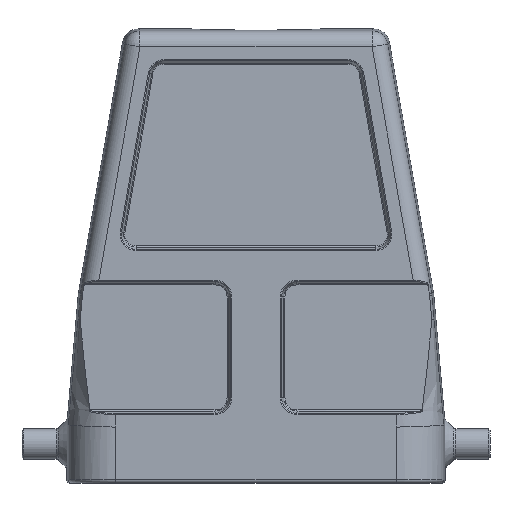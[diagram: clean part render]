
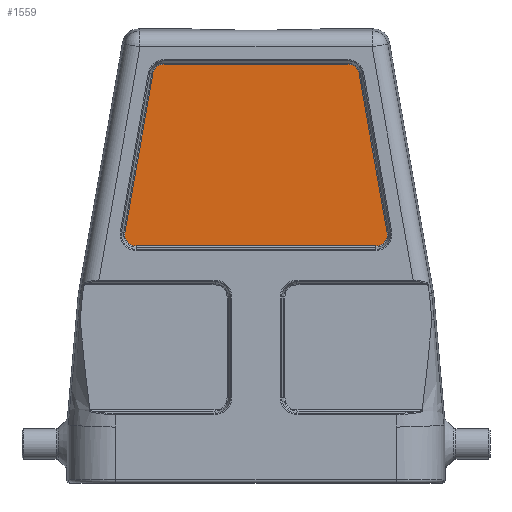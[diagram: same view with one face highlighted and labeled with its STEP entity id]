
A CAD part, front view. The second image highlights one B-rep face of the part: STEP entity #1559.
In plain terms, the highlighted planar face has unit normal (0, -1, 0).
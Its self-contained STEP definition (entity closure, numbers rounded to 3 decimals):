
#1484=CARTESIAN_POINT('',(-19.004,-20.25,30.25));
#1485=DIRECTION('',(0.0,-1.0,0.0));
#1486=DIRECTION('',(0.0,0.0,-1.0));
#1487=AXIS2_PLACEMENT_3D('',#1484,#1485,#1486);
#1488=PLANE('',#1487);
#1489=CARTESIAN_POINT('',(-19.004,-20.25,28.445));
#1490=VERTEX_POINT('',#1489);
#1491=CARTESIAN_POINT('',(19.004,-20.25,28.445));
#1492=VERTEX_POINT('',#1491);
#1493=CARTESIAN_POINT('',(-19.004,-20.25,28.445));
#1494=DIRECTION('',(1.0,0.0,0.0));
#1495=VECTOR('',#1494,38.008);
#1496=LINE('',#1493,#1495);
#1497=EDGE_CURVE('',#1490,#1492,#1496,.T.);
#1498=ORIENTED_EDGE('',*,*,#1497,.T.);
#1499=CARTESIAN_POINT('',(20.782,-20.25,30.563));
#1500=VERTEX_POINT('',#1499);
#1501=CARTESIAN_POINT('',(19.004,-20.25,30.25));
#1502=DIRECTION('',(0.0,-1.0,0.0));
#1503=DIRECTION('',(0.0,0.0,-1.0));
#1504=AXIS2_PLACEMENT_3D('',#1501,#1502,#1503);
#1505=CIRCLE('',#1504,1.805);
#1506=EDGE_CURVE('',#1492,#1500,#1505,.T.);
#1507=ORIENTED_EDGE('',*,*,#1506,.T.);
#1508=CARTESIAN_POINT('',(16.338,-20.25,55.763));
#1509=VERTEX_POINT('',#1508);
#1510=CARTESIAN_POINT('',(20.782,-20.25,30.563));
#1511=DIRECTION('',(-0.174,0.0,0.985));
#1512=VECTOR('',#1511,25.589);
#1513=LINE('',#1510,#1512);
#1514=EDGE_CURVE('',#1500,#1509,#1513,.T.);
#1515=ORIENTED_EDGE('',*,*,#1514,.T.);
#1516=CARTESIAN_POINT('',(14.561,-20.25,57.255));
#1517=VERTEX_POINT('',#1516);
#1518=CARTESIAN_POINT('',(14.561,-20.25,55.45));
#1519=DIRECTION('',(0.0,-1.0,0.0));
#1520=DIRECTION('',(0.0,0.0,-1.0));
#1521=AXIS2_PLACEMENT_3D('',#1518,#1519,#1520);
#1522=CIRCLE('',#1521,1.805);
#1523=EDGE_CURVE('',#1509,#1517,#1522,.T.);
#1524=ORIENTED_EDGE('',*,*,#1523,.T.);
#1525=CARTESIAN_POINT('',(-14.561,-20.25,57.255));
#1526=VERTEX_POINT('',#1525);
#1527=CARTESIAN_POINT('',(14.561,-20.25,57.255));
#1528=DIRECTION('',(-1.0,0.0,0.0));
#1529=VECTOR('',#1528,29.122);
#1530=LINE('',#1527,#1529);
#1531=EDGE_CURVE('',#1517,#1526,#1530,.T.);
#1532=ORIENTED_EDGE('',*,*,#1531,.T.);
#1533=CARTESIAN_POINT('',(-16.338,-20.25,55.763));
#1534=VERTEX_POINT('',#1533);
#1535=CARTESIAN_POINT('',(-14.561,-20.25,55.45));
#1536=DIRECTION('',(0.0,-1.0,0.0));
#1537=DIRECTION('',(0.0,0.0,-1.0));
#1538=AXIS2_PLACEMENT_3D('',#1535,#1536,#1537);
#1539=CIRCLE('',#1538,1.805);
#1540=EDGE_CURVE('',#1526,#1534,#1539,.T.);
#1541=ORIENTED_EDGE('',*,*,#1540,.T.);
#1542=CARTESIAN_POINT('',(-20.782,-20.25,30.563));
#1543=VERTEX_POINT('',#1542);
#1544=CARTESIAN_POINT('',(-16.338,-20.25,55.763));
#1545=DIRECTION('',(-0.174,0.0,-0.985));
#1546=VECTOR('',#1545,25.589);
#1547=LINE('',#1544,#1546);
#1548=EDGE_CURVE('',#1534,#1543,#1547,.T.);
#1549=ORIENTED_EDGE('',*,*,#1548,.T.);
#1550=CARTESIAN_POINT('',(-19.004,-20.25,30.25));
#1551=DIRECTION('',(0.0,-1.0,0.0));
#1552=DIRECTION('',(0.0,0.0,-1.0));
#1553=AXIS2_PLACEMENT_3D('',#1550,#1551,#1552);
#1554=CIRCLE('',#1553,1.805);
#1555=EDGE_CURVE('',#1543,#1490,#1554,.T.);
#1556=ORIENTED_EDGE('',*,*,#1555,.T.);
#1557=EDGE_LOOP('',(#1498,#1507,#1515,#1524,#1532,#1541,#1549,#1556));
#1558=FACE_OUTER_BOUND('',#1557,.T.);
#1559=ADVANCED_FACE('',(#1558),#1488,.T.);
